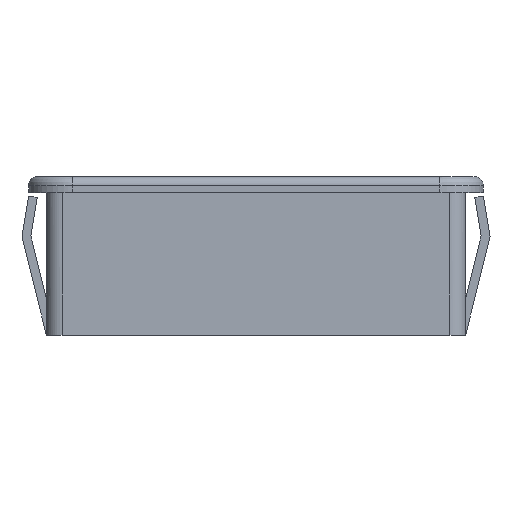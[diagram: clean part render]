
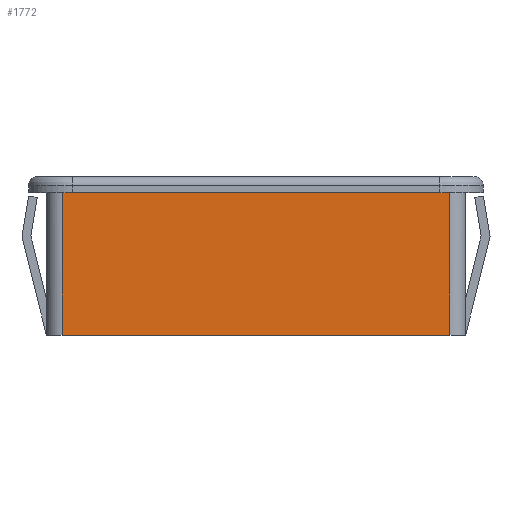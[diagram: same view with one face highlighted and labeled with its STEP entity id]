
A CAD part, left-side view. The second image highlights one B-rep face of the part: STEP entity #1772.
In plain terms, the highlighted free-form (B-spline) face has degree [1, 1] with [2, 2] control points.
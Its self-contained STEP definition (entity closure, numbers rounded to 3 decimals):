
#1705 = VERTEX_POINT('',#1706);
#1706 = CARTESIAN_POINT('',(-45.939,-22.866,
    -16.827));
#1712 = EDGE_CURVE('',#1705,#1713,#1715,.T.);
#1713 = VERTEX_POINT('',#1714);
#1714 = CARTESIAN_POINT('',(-45.939,22.866,
    -16.827));
#1715 = B_SPLINE_CURVE_WITH_KNOTS('',1,(#1716,#1717),.UNSPECIFIED.,.F.,
  .F.,(2,2),(0.,44.3),.PIECEWISE_BEZIER_KNOTS.);
#1716 = CARTESIAN_POINT('',(-45.939,-22.866,
    -16.827));
#1717 = CARTESIAN_POINT('',(-45.939,22.866,
    -16.827));
#1752 = VERTEX_POINT('',#1753);
#1753 = CARTESIAN_POINT('',(-45.939,22.866,0.));
#1761 = EDGE_CURVE('',#1752,#1713,#1762,.T.);
#1762 = B_SPLINE_CURVE_WITH_KNOTS('',1,(#1763,#1764),.UNSPECIFIED.,.F.,
  .F.,(2,2),(0.,16.3),.PIECEWISE_BEZIER_KNOTS.);
#1763 = CARTESIAN_POINT('',(-45.939,22.866,0.));
#1764 = CARTESIAN_POINT('',(-45.939,22.866,
    -16.827));
#1772 = ADVANCED_FACE('',(#1773),#1789,.T.);
#1773 = FACE_BOUND('',#1774,.T.);
#1774 = EDGE_LOOP('',(#1775,#1782,#1783,#1784));
#1775 = ORIENTED_EDGE('',*,*,#1776,.F.);
#1776 = EDGE_CURVE('',#1752,#1777,#1779,.T.);
#1777 = VERTEX_POINT('',#1778);
#1778 = CARTESIAN_POINT('',(-45.939,-22.866,0.));
#1779 = B_SPLINE_CURVE_WITH_KNOTS('',1,(#1780,#1781),.UNSPECIFIED.,.F.,
  .F.,(2,2),(-33.225,11.075),.PIECEWISE_BEZIER_KNOTS.);
#1780 = CARTESIAN_POINT('',(-45.939,22.866,0.));
#1781 = CARTESIAN_POINT('',(-45.939,-22.866,0.));
#1782 = ORIENTED_EDGE('',*,*,#1761,.T.);
#1783 = ORIENTED_EDGE('',*,*,#1712,.F.);
#1784 = ORIENTED_EDGE('',*,*,#1785,.F.);
#1785 = EDGE_CURVE('',#1777,#1705,#1786,.T.);
#1786 = B_SPLINE_CURVE_WITH_KNOTS('',1,(#1787,#1788),.UNSPECIFIED.,.F.,
  .F.,(2,2),(0.,16.3),.PIECEWISE_BEZIER_KNOTS.);
#1787 = CARTESIAN_POINT('',(-45.939,-22.866,0.));
#1788 = CARTESIAN_POINT('',(-45.939,-22.866,
    -16.827));
#1789 = B_SPLINE_SURFACE_WITH_KNOTS('',1,1,(
    (#1790,#1791)
    ,(#1792,#1793
    )),.UNSPECIFIED.,.F.,.F.,.F.,(2,2),(2,2),(0.,44.3),(0.,16.3),
  .PIECEWISE_BEZIER_KNOTS.);
#1790 = CARTESIAN_POINT('',(-45.939,-22.866,0.));
#1791 = CARTESIAN_POINT('',(-45.939,-22.866,
    -16.827));
#1792 = CARTESIAN_POINT('',(-45.939,22.866,0.));
#1793 = CARTESIAN_POINT('',(-45.939,22.866,
    -16.827));
